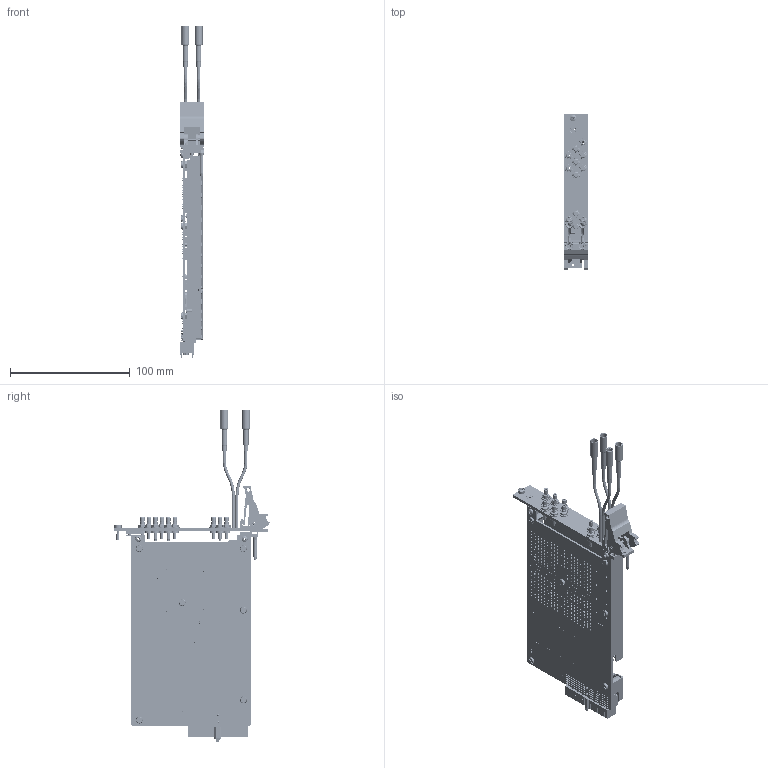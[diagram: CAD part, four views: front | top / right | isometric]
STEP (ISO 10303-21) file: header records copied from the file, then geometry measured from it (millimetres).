
FILE_DESCRIPTION (( 'STEP AP214' ), '1' );
FILE_NAME ('40-729-511-L PXI 8x4 RF Matrix 50R SMB With Loop Thru.STEP', '2013-09-05T10:25:01', ( 'admin' ), ( '' ), 'SwSTEP 2.0', 'SolidWorks 2012', '' );
FILE_SCHEMA (( 'AUTOMOTIVE_DESIGN' ));
Length unit declared in the file: millimetre
Products named in the file (1): 40-729-511-L PXI 8x4 RF Matrix 50R SMB With Loop Thru
Bounding box: 20 x 129.66 x 277.26 mm (x, y, z)
Surface area: 119456.1 mm2 (no closed solid volume)
Topology: 0 solids, 1203 shells, 4510 faces, 15942 edges, 12067 vertices
Faces by surface type: plane 2340, cylinder 1873, cone 110, bspline 109, torus 62, sphere 16
Full cylindrical faces by diameter (mm): 0.4 x2, 0.5 x622, 0.6 x110, 0.8 x6, 0.899 x69, 0.902 x1, 0.903 x12, 0.905 x13, 0.937 x23, 0.948 x55, 0.984 x21, 0.996 x4, 1.016 x157, 1.04 x2, 1.047 x159, 1.3 x19, 1.496 x2, 1.524 x6, 1.8 x10, 2 x20, 2.05 x2, 2.2 x7, 2.5 x6, 2.6 x12, 2.7 x1, 2.75 x4, 2.8 x1, 3 x3, 3.291 x12, 3.7 x28
Entity records: 219763 total; most frequent: CARTESIAN_POINT 43263, DIRECTION 26257, ORIENTED_EDGE 19124, EDGE_CURVE 13535, VERTEX_POINT 11268, AXIS2_PLACEMENT_3D 9243, EDGE_LOOP 7966, VECTOR 7771
